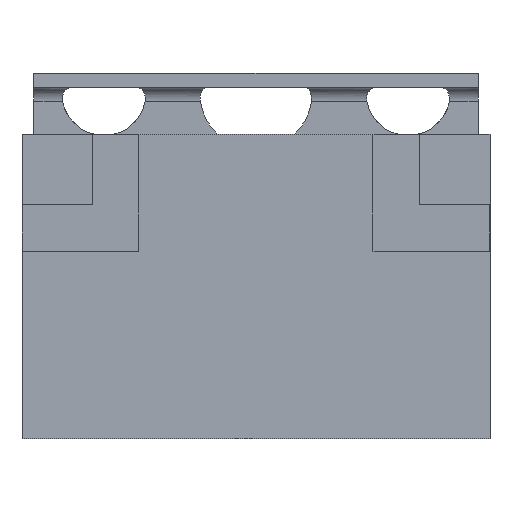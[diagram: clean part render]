
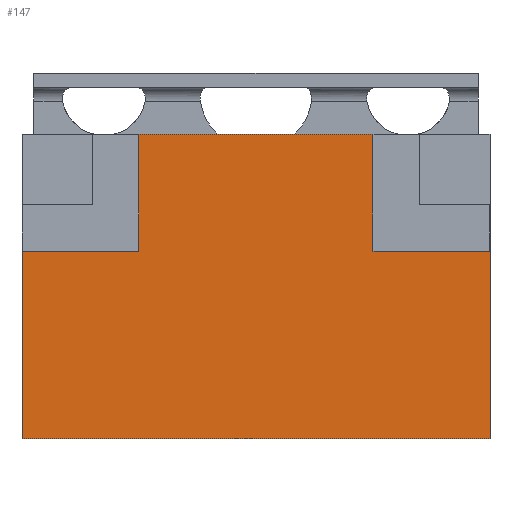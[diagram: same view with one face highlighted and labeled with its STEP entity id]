
A CAD part, front view. The second image highlights one B-rep face of the part: STEP entity #147.
In plain terms, the highlighted planar face has unit normal (0, -1, 0).
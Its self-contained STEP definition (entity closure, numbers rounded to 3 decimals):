
#147=ADVANCED_FACE('',(#3401),#3403,.F.);
#3401=FACE_BOUND('',#3402,.T.);
#3402=EDGE_LOOP('',(#8317,#8318,#8319,#8320,#8321,#8322,#8323,#8324));
#3403=PLANE('',#3404);
#3404=AXIS2_PLACEMENT_3D('',#3405,#3406,#3407);
#3405=CARTESIAN_POINT('',(-5.,-1.8,6.5));
#3406=DIRECTION('',(0.,1.,0.));
#3407=DIRECTION('',(0.,0.,1.));
#8317=ORIENTED_EDGE('',*,*,#10243,.F.);
#8318=ORIENTED_EDGE('',*,*,#10244,.F.);
#8319=ORIENTED_EDGE('',*,*,#10245,.F.);
#8320=ORIENTED_EDGE('',*,*,#10246,.F.);
#8321=ORIENTED_EDGE('',*,*,#10232,.T.);
#8322=ORIENTED_EDGE('',*,*,#10247,.T.);
#8323=ORIENTED_EDGE('',*,*,#10248,.F.);
#8324=ORIENTED_EDGE('',*,*,#10249,.F.);
#10232=EDGE_CURVE('',#11232,#11230,#11233,.T.);
#10243=EDGE_CURVE('',#11252,#11253,#11254,.T.);
#10244=EDGE_CURVE('',#11255,#11252,#11256,.T.);
#10245=EDGE_CURVE('',#11257,#11255,#11258,.T.);
#10246=EDGE_CURVE('',#11232,#11257,#11259,.T.);
#10247=EDGE_CURVE('',#11230,#11260,#11261,.T.);
#10248=EDGE_CURVE('',#11262,#11260,#11263,.T.);
#10249=EDGE_CURVE('',#11253,#11262,#11264,.T.);
#11230=VERTEX_POINT('',#12895);
#11232=VERTEX_POINT('',#12899);
#11233=LINE('',#12900,#12901);
#11252=VERTEX_POINT('',#12941);
#11253=VERTEX_POINT('',#12942);
#11254=LINE('',#12943,#12944);
#11255=VERTEX_POINT('',#12946);
#11256=LINE('',#12947,#12948);
#11257=VERTEX_POINT('',#12950);
#11258=LINE('',#12951,#12952);
#11259=LINE('',#12954,#12955);
#11260=VERTEX_POINT('',#12957);
#11261=LINE('',#12958,#12959);
#11262=VERTEX_POINT('',#12961);
#11263=LINE('',#12962,#12963);
#11264=LINE('',#12965,#12966);
#12895=CARTESIAN_POINT('',(-5.,-1.8,0.));
#12899=CARTESIAN_POINT('',(-5.,-1.8,4.));
#12900=CARTESIAN_POINT('',(-5.,-1.8,4.));
#12901=VECTOR('',#12902,1.);
#12902=DIRECTION('',(0.,0.,-1.));
#12941=CARTESIAN_POINT('',(2.5,-1.8,6.5));
#12942=CARTESIAN_POINT('',(2.5,-1.8,4.));
#12943=CARTESIAN_POINT('',(2.5,-1.8,6.5));
#12944=VECTOR('',#12945,1.);
#12945=DIRECTION('',(0.,0.,-1.));
#12946=CARTESIAN_POINT('',(-2.5,-1.8,6.5));
#12947=CARTESIAN_POINT('',(-2.5,-1.8,6.5));
#12948=VECTOR('',#12949,1.);
#12949=DIRECTION('',(1.,0.,0.));
#12950=CARTESIAN_POINT('',(-2.5,-1.8,4.));
#12951=CARTESIAN_POINT('',(-2.5,-1.8,4.));
#12952=VECTOR('',#12953,1.);
#12953=DIRECTION('',(0.,0.,1.));
#12954=CARTESIAN_POINT('',(-5.,-1.8,4.));
#12955=VECTOR('',#12956,1.);
#12956=DIRECTION('',(1.,0.,0.));
#12957=CARTESIAN_POINT('',(5.,-1.8,0.));
#12958=CARTESIAN_POINT('',(-5.,-1.8,0.));
#12959=VECTOR('',#12960,1.);
#12960=DIRECTION('',(1.,0.,0.));
#12961=CARTESIAN_POINT('',(5.,-1.8,4.));
#12962=CARTESIAN_POINT('',(5.,-1.8,4.));
#12963=VECTOR('',#12964,1.);
#12964=DIRECTION('',(0.,0.,-1.));
#12965=CARTESIAN_POINT('',(2.5,-1.8,4.));
#12966=VECTOR('',#12967,1.);
#12967=DIRECTION('',(1.,0.,0.));
